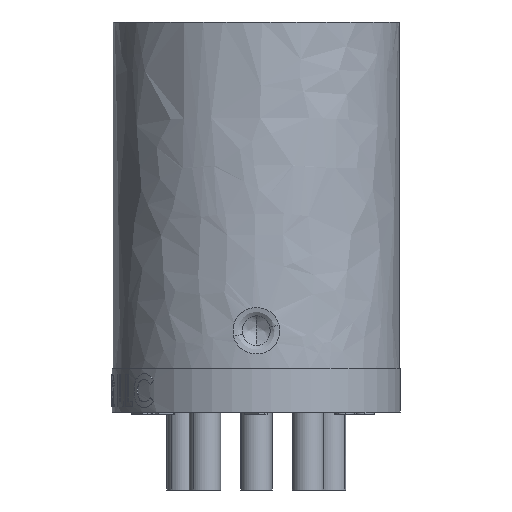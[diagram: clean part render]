
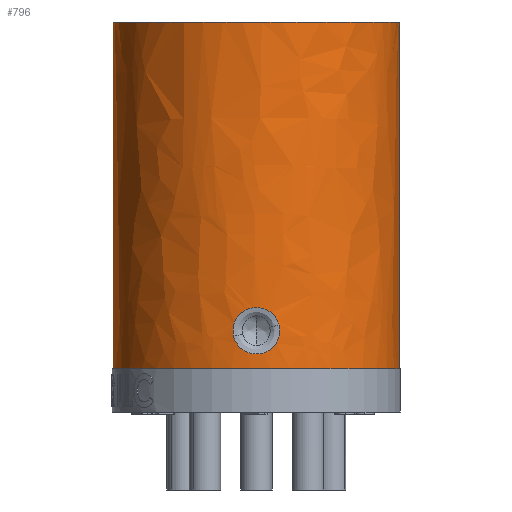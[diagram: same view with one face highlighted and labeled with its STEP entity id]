
A CAD part, front view. The second image highlights one B-rep face of the part: STEP entity #796.
In plain terms, the highlighted free-form (B-spline) face has degree [2, 1] with [5, 2] control points.
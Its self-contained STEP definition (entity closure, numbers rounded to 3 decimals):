
#152 = VERTEX_POINT('',#153);
#153 = CARTESIAN_POINT('',(-0.428,5.854,
    13.816));
#159 = EDGE_CURVE('',#160,#152,#162,.T.);
#160 = VERTEX_POINT('',#161);
#161 = CARTESIAN_POINT('',(1.93,5.854,14.392)
  );
#162 = B_SPLINE_CURVE_WITH_KNOTS('',3,(#163,#164,#165,#166,#167,#168,
    #169,#170,#171,#172,#173,#174,#175,#176,#177,#178),.UNSPECIFIED.,.F.
  ,.F.,(4,2,2,2,2,2,2,4),(0.007,0.007,
    0.007,0.008,0.008,
    0.009,0.009,0.01),
  .UNSPECIFIED.);
#163 = CARTESIAN_POINT('',(1.93,5.854,14.392)
  );
#164 = CARTESIAN_POINT('',(1.968,5.86,14.237
    ));
#165 = CARTESIAN_POINT('',(1.975,5.861,14.074
    ));
#166 = CARTESIAN_POINT('',(1.925,5.853,13.76
    ));
#167 = CARTESIAN_POINT('',(1.87,5.844,13.609)
  );
#168 = CARTESIAN_POINT('',(1.705,5.821,13.34
    ));
#169 = CARTESIAN_POINT('',(1.595,5.807,13.222)
  );
#170 = CARTESIAN_POINT('',(1.34,5.782,13.037
    ));
#171 = CARTESIAN_POINT('',(1.193,5.771,12.97)
  );
#172 = CARTESIAN_POINT('',(0.886,5.759,12.895)
  );
#173 = CARTESIAN_POINT('',(0.724,5.758,12.888
    ));
#174 = CARTESIAN_POINT('',(0.411,5.766,12.935
    ));
#175 = CARTESIAN_POINT('',(0.259,5.775,12.99)
  );
#176 = CARTESIAN_POINT('',(-0.151,5.809,
    13.234));
#177 = CARTESIAN_POINT('',(-0.352,5.841,13.507
    ));
#178 = CARTESIAN_POINT('',(-0.428,5.854,
    13.816));
#332 = VERTEX_POINT('',#333);
#333 = CARTESIAN_POINT('',(8.174,13.183,
    30.131));
#341 = EDGE_CURVE('',#332,#342,#344,.T.);
#342 = VERTEX_POINT('',#343);
#343 = CARTESIAN_POINT('',(8.174,13.183,
    12.136));
#344 = B_SPLINE_CURVE_WITH_KNOTS('',1,(#345,#346),.UNSPECIFIED.,.F.,.F.,
  (2,2),(-7.3,8.7),.PIECEWISE_BEZIER_KNOTS.);
#345 = CARTESIAN_POINT('',(8.174,13.183,
    30.131));
#346 = CARTESIAN_POINT('',(8.174,13.183,
    12.136));
#398 = VERTEX_POINT('',#399);
#399 = CARTESIAN_POINT('',(-6.673,13.183,
    12.136));
#405 = EDGE_CURVE('',#406,#398,#408,.T.);
#406 = VERTEX_POINT('',#407);
#407 = CARTESIAN_POINT('',(-6.673,13.183,
    30.131));
#408 = B_SPLINE_CURVE_WITH_KNOTS('',1,(#409,#410),.UNSPECIFIED.,.F.,.F.,
  (2,2),(-7.3,8.7),.PIECEWISE_BEZIER_KNOTS.);
#409 = CARTESIAN_POINT('',(-6.673,13.183,
    30.131));
#410 = CARTESIAN_POINT('',(-6.673,13.183,
    12.136));
#796 = ADVANCED_FACE('',(#797,#817),#839,.T.);
#797 = FACE_BOUND('',#798,.T.);
#798 = EDGE_LOOP('',(#799,#800,#808,#809));
#799 = ORIENTED_EDGE('',*,*,#341,.F.);
#800 = ORIENTED_EDGE('',*,*,#801,.F.);
#801 = EDGE_CURVE('',#406,#332,#802,.T.);
#802 = ( BOUNDED_CURVE() B_SPLINE_CURVE(2,(#803,#804,#805,#806,#807),
.UNSPECIFIED.,.F.,.F.) B_SPLINE_CURVE_WITH_KNOTS((3,2,3),(3.142,
4.712,6.283),.PIECEWISE_BEZIER_KNOTS.) CURVE() 
GEOMETRIC_REPRESENTATION_ITEM() RATIONAL_B_SPLINE_CURVE((1.,
0.707,1.,0.707,1.)) REPRESENTATION_ITEM('') );
#803 = CARTESIAN_POINT('',(-6.673,13.183,
    30.131));
#804 = CARTESIAN_POINT('',(-6.673,5.759,
    30.131));
#805 = CARTESIAN_POINT('',(0.751,5.759,30.131)
  );
#806 = CARTESIAN_POINT('',(8.174,5.759,30.131
    ));
#807 = CARTESIAN_POINT('',(8.174,13.183,
    30.131));
#808 = ORIENTED_EDGE('',*,*,#405,.T.);
#809 = ORIENTED_EDGE('',*,*,#810,.F.);
#810 = EDGE_CURVE('',#342,#398,#811,.T.);
#811 = ( BOUNDED_CURVE() B_SPLINE_CURVE(2,(#812,#813,#814,#815,#816),
.UNSPECIFIED.,.F.,.F.) B_SPLINE_CURVE_WITH_KNOTS((3,2,3),(3.142,
4.712,6.283),.PIECEWISE_BEZIER_KNOTS.) CURVE() 
GEOMETRIC_REPRESENTATION_ITEM() RATIONAL_B_SPLINE_CURVE((1.,
0.707,1.,0.707,1.)) REPRESENTATION_ITEM('') );
#812 = CARTESIAN_POINT('',(8.174,13.183,
    12.136));
#813 = CARTESIAN_POINT('',(8.174,5.759,12.136
    ));
#814 = CARTESIAN_POINT('',(0.751,5.759,12.136)
  );
#815 = CARTESIAN_POINT('',(-6.673,5.759,
    12.136));
#816 = CARTESIAN_POINT('',(-6.673,13.183,
    12.136));
#817 = FACE_BOUND('',#818,.T.);
#818 = EDGE_LOOP('',(#819,#820));
#819 = ORIENTED_EDGE('',*,*,#159,.T.);
#820 = ORIENTED_EDGE('',*,*,#821,.T.);
#821 = EDGE_CURVE('',#152,#160,#822,.T.);
#822 = B_SPLINE_CURVE_WITH_KNOTS('',3,(#823,#824,#825,#826,#827,#828,
    #829,#830,#831,#832,#833,#834,#835,#836,#837,#838),.UNSPECIFIED.,.F.
  ,.F.,(4,2,2,2,2,2,2,4),(0.003,0.004,
    0.004,0.005,0.005,
    0.006,0.006,0.007),
  .UNSPECIFIED.);
#823 = CARTESIAN_POINT('',(-0.428,5.854,
    13.816));
#824 = CARTESIAN_POINT('',(-0.467,5.86,
    13.97));
#825 = CARTESIAN_POINT('',(-0.474,5.861,
    14.132));
#826 = CARTESIAN_POINT('',(-0.425,5.853,
    14.445));
#827 = CARTESIAN_POINT('',(-0.37,5.844,14.596
    ));
#828 = CARTESIAN_POINT('',(-0.122,5.809,
    15.002));
#829 = CARTESIAN_POINT('',(0.151,5.777,15.201
    ));
#830 = CARTESIAN_POINT('',(0.616,5.759,15.313)
  );
#831 = CARTESIAN_POINT('',(0.777,5.758,15.32
    ));
#832 = CARTESIAN_POINT('',(1.091,5.766,15.273
    ));
#833 = CARTESIAN_POINT('',(1.244,5.775,15.218
    ));
#834 = CARTESIAN_POINT('',(1.515,5.798,15.056
    ));
#835 = CARTESIAN_POINT('',(1.635,5.812,14.947
    ));
#836 = CARTESIAN_POINT('',(1.823,5.837,14.692
    ));
#837 = CARTESIAN_POINT('',(1.892,5.848,14.547
    ));
#838 = CARTESIAN_POINT('',(1.93,5.854,14.392)
  );
#839 = ( BOUNDED_SURFACE() B_SPLINE_SURFACE(2,1,(
    (#840,#841)
    ,(#842,#843)
    ,(#844,#845)
    ,(#846,#847)
,(#848,#849
    )),.UNSPECIFIED.,.F.,.F.,.F.) B_SPLINE_SURFACE_WITH_KNOTS((3,2,3),(2
    ,2),(3.142,4.712,6.283),(-7.3,8.7),
.PIECEWISE_BEZIER_KNOTS.) GEOMETRIC_REPRESENTATION_ITEM() 
RATIONAL_B_SPLINE_SURFACE((
    (1.,1.)
    ,(0.707,0.707)
    ,(1.,1.)
    ,(0.707,0.707)
,(1.,1.))) REPRESENTATION_ITEM('') SURFACE() );
#840 = CARTESIAN_POINT('',(8.174,13.183,
    30.131));
#841 = CARTESIAN_POINT('',(8.174,13.183,
    12.136));
#842 = CARTESIAN_POINT('',(8.174,5.759,30.131
    ));
#843 = CARTESIAN_POINT('',(8.174,5.759,12.136
    ));
#844 = CARTESIAN_POINT('',(0.751,5.759,30.131)
  );
#845 = CARTESIAN_POINT('',(0.751,5.759,12.136)
  );
#846 = CARTESIAN_POINT('',(-6.673,5.759,
    30.131));
#847 = CARTESIAN_POINT('',(-6.673,5.759,
    12.136));
#848 = CARTESIAN_POINT('',(-6.673,13.183,
    30.131));
#849 = CARTESIAN_POINT('',(-6.673,13.183,
    12.136));
